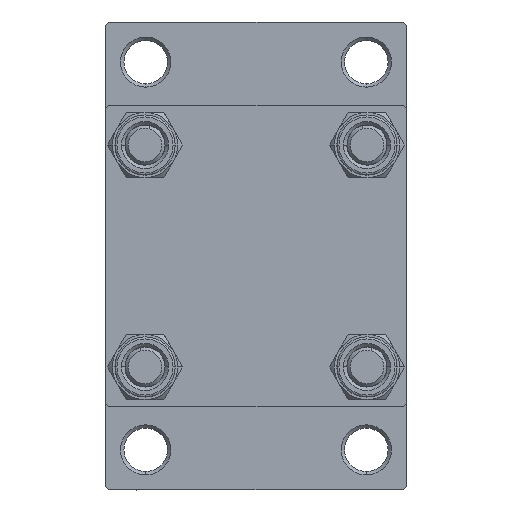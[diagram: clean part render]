
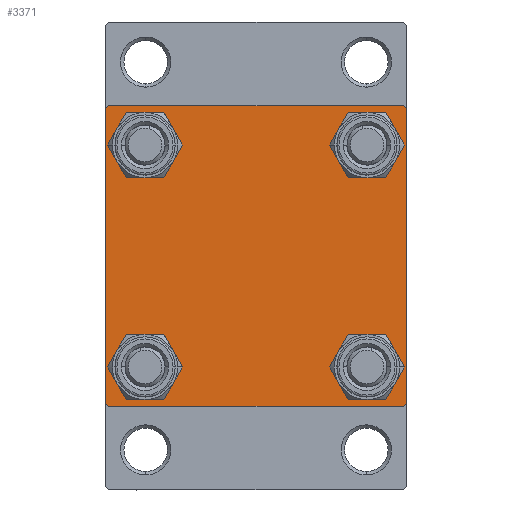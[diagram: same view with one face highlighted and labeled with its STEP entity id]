
A CAD part, left-side view. The second image highlights one B-rep face of the part: STEP entity #3371.
In plain terms, the highlighted planar face has unit normal (-1, 0, 0).
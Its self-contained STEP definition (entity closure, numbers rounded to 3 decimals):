
#256 = ORIENTED_EDGE ( 'NONE', *, *, #7881, .T. ) ;
#304 = ORIENTED_EDGE ( 'NONE', *, *, #4270, .T. ) ;
#792 = EDGE_CURVE ( 'NONE', #11361, #45179, #30200, .T. ) ;
#1129 = DIRECTION ( 'NONE',  ( 1., 0., 0. ) ) ;
#1737 = ORIENTED_EDGE ( 'NONE', *, *, #29771, .T. ) ;
#1869 = EDGE_CURVE ( 'NONE', #14675, #7936, #8983, .T. ) ;
#2389 = DIRECTION ( 'NONE',  ( 0., 0.707, 0.707 ) ) ;
#2411 = CARTESIAN_POINT ( 'NONE',  ( 0., 22.25, 22.25 ) ) ;
#3003 = DIRECTION ( 'NONE',  ( 1., 0., 0. ) ) ;
#3331 = VERTEX_POINT ( 'NONE', #24425 ) ;
#3371 = ADVANCED_FACE ( 'NONE', ( #39123, #21056, #35748, #46821, #24898 ), #39594, .T. ) ;
#3865 = CARTESIAN_POINT ( 'NONE',  ( 0., -16.6, -20.1 ) ) ;
#3877 = AXIS2_PLACEMENT_3D ( 'NONE', #9960, #17411, #21489 ) ;
#4267 = VECTOR ( 'NONE', #30997, 1000. ) ;
#4270 = EDGE_CURVE ( 'NONE', #14495, #14675, #42357, .T. ) ;
#4604 = CARTESIAN_POINT ( 'NONE',  ( 0., 22., 22.5 ) ) ;
#4957 = EDGE_CURVE ( 'NONE', #34337, #16228, #4989, .T. ) ;
#4989 = CIRCLE ( 'NONE', #28779, 3.5 ) ;
#5216 = DIRECTION ( 'NONE',  ( 0., 0., 1. ) ) ;
#5902 = CARTESIAN_POINT ( 'NONE',  ( 0., -16.6, 16.6 ) ) ;
#6168 = LINE ( 'NONE', #36229, #10080 ) ;
#6399 = DIRECTION ( 'NONE',  ( 0., 0., -1. ) ) ;
#6446 = ORIENTED_EDGE ( 'NONE', *, *, #32696, .F. ) ;
#6845 = DIRECTION ( 'NONE',  ( 0., 0., 1. ) ) ;
#6963 = CARTESIAN_POINT ( 'NONE',  ( 0., 22.5, 22. ) ) ;
#7115 = DIRECTION ( 'NONE',  ( 1., 0., 0. ) ) ;
#7117 = VERTEX_POINT ( 'NONE', #29211 ) ;
#7480 = CARTESIAN_POINT ( 'NONE',  ( 0., 22., -22.5 ) ) ;
#7652 = ORIENTED_EDGE ( 'NONE', *, *, #792, .T. ) ;
#7783 = CIRCLE ( 'NONE', #9326, 3.5 ) ;
#7881 = EDGE_CURVE ( 'NONE', #38742, #10710, #31844, .T. ) ;
#7936 = VERTEX_POINT ( 'NONE', #18978 ) ;
#8051 = DIRECTION ( 'NONE',  ( -1., 0., 0. ) ) ;
#8245 = DIRECTION ( 'NONE',  ( 0., -0.707, -0.707 ) ) ;
#8366 = EDGE_LOOP ( 'NONE', ( #31716, #45310 ) ) ;
#8983 = LINE ( 'NONE', #41705, #10986 ) ;
#9326 = AXIS2_PLACEMENT_3D ( 'NONE', #34093, #1129, #5216 ) ;
#9945 = CARTESIAN_POINT ( 'NONE',  ( 0., 22.5, 22.5 ) ) ;
#9960 = CARTESIAN_POINT ( 'NONE',  ( 0., -16.6, -16.6 ) ) ;
#10080 = VECTOR ( 'NONE', #6399, 1000. ) ;
#10710 = VERTEX_POINT ( 'NONE', #30294 ) ;
#10771 = EDGE_CURVE ( 'NONE', #36223, #22255, #19449, .T. ) ;
#10866 = EDGE_CURVE ( 'NONE', #30506, #36223, #20402, .T. ) ;
#10986 = VECTOR ( 'NONE', #23649, 1000. ) ;
#11068 = ORIENTED_EDGE ( 'NONE', *, *, #1869, .T. ) ;
#11361 = VERTEX_POINT ( 'NONE', #18626 ) ;
#11530 = CARTESIAN_POINT ( 'NONE',  ( 0., 16.6, -13.1 ) ) ;
#11931 = VECTOR ( 'NONE', #8245, 1000. ) ;
#13038 = EDGE_CURVE ( 'NONE', #37083, #7117, #32800, .T. ) ;
#13182 = ORIENTED_EDGE ( 'NONE', *, *, #21361, .T. ) ;
#13653 = CARTESIAN_POINT ( 'NONE',  ( 0., -16.6, 13.1 ) ) ;
#14071 = CARTESIAN_POINT ( 'NONE',  ( 0., 0., 0. ) ) ;
#14176 = AXIS2_PLACEMENT_3D ( 'NONE', #40650, #22588, #41362 ) ;
#14448 = DIRECTION ( 'NONE',  ( 1., 0., 0. ) ) ;
#14495 = VERTEX_POINT ( 'NONE', #4604 ) ;
#14563 = CARTESIAN_POINT ( 'NONE',  ( 0., 16.6, -16.6 ) ) ;
#14675 = VERTEX_POINT ( 'NONE', #6963 ) ;
#14845 = CARTESIAN_POINT ( 'NONE',  ( 0., -22., -22.5 ) ) ;
#16228 = VERTEX_POINT ( 'NONE', #13653 ) ;
#17411 = DIRECTION ( 'NONE',  ( 1., 0., 0. ) ) ;
#17834 = EDGE_CURVE ( 'NONE', #14495, #3331, #35226, .T. ) ;
#18325 = EDGE_CURVE ( 'NONE', #10710, #38742, #21426, .T. ) ;
#18626 = CARTESIAN_POINT ( 'NONE',  ( 0., 16.6, 13.1 ) ) ;
#18978 = CARTESIAN_POINT ( 'NONE',  ( 0., 22.5, -22. ) ) ;
#19449 = LINE ( 'NONE', #42535, #4267 ) ;
#19982 = VECTOR ( 'NONE', #2389, 1000. ) ;
#20196 = EDGE_LOOP ( 'NONE', ( #32090, #13182 ) ) ;
#20402 = LINE ( 'NONE', #38237, #31199 ) ;
#21056 = FACE_BOUND ( 'NONE', #8366, .T. ) ;
#21361 = EDGE_CURVE ( 'NONE', #16228, #34337, #22175, .T. ) ;
#21375 = AXIS2_PLACEMENT_3D ( 'NONE', #28193, #14448, #29133 ) ;
#21426 = CIRCLE ( 'NONE', #42976, 3.5 ) ;
#21489 = DIRECTION ( 'NONE',  ( 0., 0., 1. ) ) ;
#22175 = CIRCLE ( 'NONE', #21375, 3.5 ) ;
#22255 = VERTEX_POINT ( 'NONE', #45550 ) ;
#22428 = ORIENTED_EDGE ( 'NONE', *, *, #10866, .T. ) ;
#22434 = LINE ( 'NONE', #22677, #11931 ) ;
#22588 = DIRECTION ( 'NONE',  ( 1., 0., 0. ) ) ;
#22677 = CARTESIAN_POINT ( 'NONE',  ( 0., 22.25, -22.25 ) ) ;
#23571 = CARTESIAN_POINT ( 'NONE',  ( 0., -16.6, 20.1 ) ) ;
#23649 = DIRECTION ( 'NONE',  ( 0., 0., -1. ) ) ;
#23825 = DIRECTION ( 'NONE',  ( 1., 0., 0. ) ) ;
#24288 = DIRECTION ( 'NONE',  ( 0., 0.707, -0.707 ) ) ;
#24425 = CARTESIAN_POINT ( 'NONE',  ( 0., -22., 22.5 ) ) ;
#24818 = ORIENTED_EDGE ( 'NONE', *, *, #18325, .T. ) ;
#24898 = FACE_OUTER_BOUND ( 'NONE', #27052, .T. ) ;
#25549 = AXIS2_PLACEMENT_3D ( 'NONE', #30350, #23825, #27443 ) ;
#27052 = EDGE_LOOP ( 'NONE', ( #11068, #36007, #22428, #27371, #6446, #1737, #30314, #304 ) ) ;
#27371 = ORIENTED_EDGE ( 'NONE', *, *, #10771, .T. ) ;
#27443 = DIRECTION ( 'NONE',  ( 0., 0., 1. ) ) ;
#28138 = CARTESIAN_POINT ( 'NONE',  ( 0., -16.6, -16.6 ) ) ;
#28193 = CARTESIAN_POINT ( 'NONE',  ( 0., -16.6, 16.6 ) ) ;
#28362 = LINE ( 'NONE', #35354, #19982 ) ;
#28568 = ORIENTED_EDGE ( 'NONE', *, *, #36250, .T. ) ;
#28779 = AXIS2_PLACEMENT_3D ( 'NONE', #5902, #3003, #6845 ) ;
#28843 = DIRECTION ( 'NONE',  ( 0., 0., 1. ) ) ;
#29133 = DIRECTION ( 'NONE',  ( 0., 0., 1. ) ) ;
#29211 = CARTESIAN_POINT ( 'NONE',  ( 0., -16.6, -13.1 ) ) ;
#29771 = EDGE_CURVE ( 'NONE', #37715, #3331, #28362, .T. ) ;
#30200 = CIRCLE ( 'NONE', #25549, 3.5 ) ;
#30294 = CARTESIAN_POINT ( 'NONE',  ( 0., 16.6, -20.1 ) ) ;
#30314 = ORIENTED_EDGE ( 'NONE', *, *, #17834, .F. ) ;
#30350 = CARTESIAN_POINT ( 'NONE',  ( 0., 16.6, 16.6 ) ) ;
#30506 = VERTEX_POINT ( 'NONE', #7480 ) ;
#30997 = DIRECTION ( 'NONE',  ( 0., -0.707, 0.707 ) ) ;
#31199 = VECTOR ( 'NONE', #42072, 1000. ) ;
#31316 = CARTESIAN_POINT ( 'NONE',  ( 0., 16.6, 20.1 ) ) ;
#31716 = ORIENTED_EDGE ( 'NONE', *, *, #33930, .T. ) ;
#31844 = CIRCLE ( 'NONE', #14176, 3.5 ) ;
#31848 = VECTOR ( 'NONE', #24288, 1000. ) ;
#31913 = DIRECTION ( 'NONE',  ( 0., 0., 1. ) ) ;
#32090 = ORIENTED_EDGE ( 'NONE', *, *, #4957, .T. ) ;
#32696 = EDGE_CURVE ( 'NONE', #37715, #22255, #6168, .T. ) ;
#32800 = CIRCLE ( 'NONE', #42795, 3.5 ) ;
#33930 = EDGE_CURVE ( 'NONE', #7117, #37083, #44618, .T. ) ;
#34093 = CARTESIAN_POINT ( 'NONE',  ( 0., 16.6, 16.6 ) ) ;
#34337 = VERTEX_POINT ( 'NONE', #23571 ) ;
#34489 = VECTOR ( 'NONE', #34989, 1000. ) ;
#34989 = DIRECTION ( 'NONE',  ( 0., -1., 0. ) ) ;
#35226 = LINE ( 'NONE', #9945, #34489 ) ;
#35354 = CARTESIAN_POINT ( 'NONE',  ( 0., -22.25, 22.25 ) ) ;
#35667 = AXIS2_PLACEMENT_3D ( 'NONE', #14071, #8051, #43679 ) ;
#35748 = FACE_BOUND ( 'NONE', #47536, .T. ) ;
#36007 = ORIENTED_EDGE ( 'NONE', *, *, #45885, .T. ) ;
#36223 = VERTEX_POINT ( 'NONE', #14845 ) ;
#36229 = CARTESIAN_POINT ( 'NONE',  ( 0., -22.5, 22.5 ) ) ;
#36250 = EDGE_CURVE ( 'NONE', #45179, #11361, #7783, .T. ) ;
#37083 = VERTEX_POINT ( 'NONE', #3865 ) ;
#37715 = VERTEX_POINT ( 'NONE', #47432 ) ;
#38237 = CARTESIAN_POINT ( 'NONE',  ( 0., 22.5, -22.5 ) ) ;
#38742 = VERTEX_POINT ( 'NONE', #11530 ) ;
#39123 = FACE_BOUND ( 'NONE', #20196, .T. ) ;
#39594 = PLANE ( 'NONE',  #35667 ) ;
#40146 = DIRECTION ( 'NONE',  ( 1., 0., 0. ) ) ;
#40650 = CARTESIAN_POINT ( 'NONE',  ( 0., 16.6, -16.6 ) ) ;
#41195 = EDGE_LOOP ( 'NONE', ( #28568, #7652 ) ) ;
#41362 = DIRECTION ( 'NONE',  ( 0., 0., 1. ) ) ;
#41705 = CARTESIAN_POINT ( 'NONE',  ( 0., 22.5, 22.5 ) ) ;
#42072 = DIRECTION ( 'NONE',  ( 0., -1., 0. ) ) ;
#42357 = LINE ( 'NONE', #2411, #31848 ) ;
#42535 = CARTESIAN_POINT ( 'NONE',  ( 0., -22.25, -22.25 ) ) ;
#42795 = AXIS2_PLACEMENT_3D ( 'NONE', #28138, #40146, #28843 ) ;
#42976 = AXIS2_PLACEMENT_3D ( 'NONE', #14563, #7115, #31913 ) ;
#43679 = DIRECTION ( 'NONE',  ( 0., 0., 1. ) ) ;
#44618 = CIRCLE ( 'NONE', #3877, 3.5 ) ;
#45179 = VERTEX_POINT ( 'NONE', #31316 ) ;
#45310 = ORIENTED_EDGE ( 'NONE', *, *, #13038, .T. ) ;
#45550 = CARTESIAN_POINT ( 'NONE',  ( 0., -22.5, -22. ) ) ;
#45885 = EDGE_CURVE ( 'NONE', #7936, #30506, #22434, .T. ) ;
#46821 = FACE_BOUND ( 'NONE', #41195, .T. ) ;
#47432 = CARTESIAN_POINT ( 'NONE',  ( 0., -22.5, 22. ) ) ;
#47536 = EDGE_LOOP ( 'NONE', ( #256, #24818 ) ) ;
